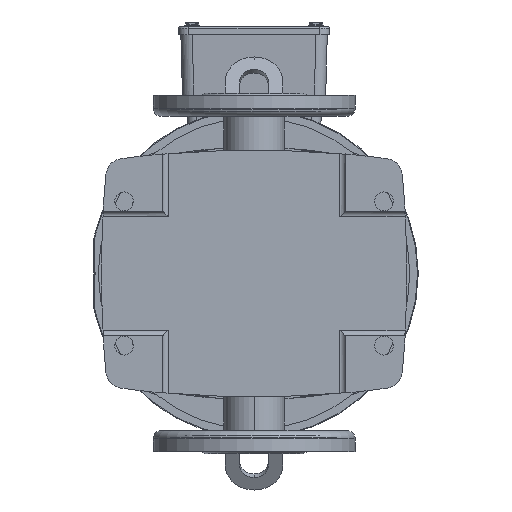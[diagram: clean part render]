
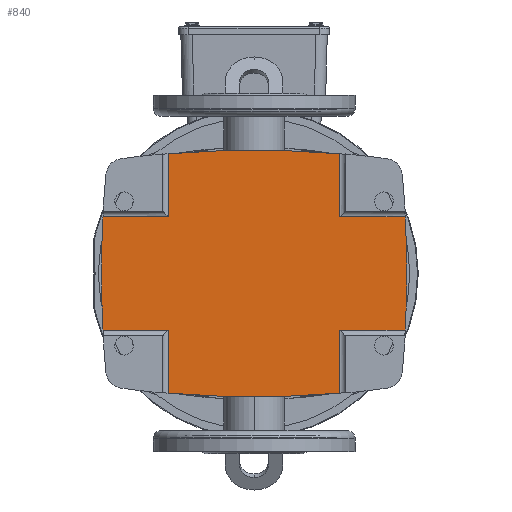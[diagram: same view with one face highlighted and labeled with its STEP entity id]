
A CAD part, front view. The second image highlights one B-rep face of the part: STEP entity #840.
In plain terms, the highlighted planar face has unit normal (0, -1, 0).
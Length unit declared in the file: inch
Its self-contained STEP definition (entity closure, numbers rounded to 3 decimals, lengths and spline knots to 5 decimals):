
#764 = DIRECTION ( 'NONE',  ( 0., 0., 1. ) ) ;
#840 = ADVANCED_FACE ( 'NONE', ( #81541 ), #78440, .F. ) ;
#1012 = DIRECTION ( 'NONE',  ( 0., 0., 1. ) ) ;
#1291 = CARTESIAN_POINT ( 'NONE',  ( 0., 0.19685, 23.10236 ) ) ;
#2170 = EDGE_CURVE ( 'NONE', #5370, #21610, #42511, .T. ) ;
#2597 = CARTESIAN_POINT ( 'NONE',  ( -1.54265, 0.19685, 2.33625 ) ) ;
#4289 = CARTESIAN_POINT ( 'NONE',  ( -4.59646, 0.19685, 2.33625 ) ) ;
#4299 = VERTEX_POINT ( 'NONE', #12549 ) ;
#5370 = VERTEX_POINT ( 'NONE', #9148 ) ;
#5529 = CARTESIAN_POINT ( 'NONE',  ( -3.26434, 0.19685, -2.33625 ) ) ;
#5820 = VERTEX_POINT ( 'NONE', #2597 ) ;
#5937 = DIRECTION ( 'NONE',  ( 0., 1., 0. ) ) ;
#6078 = DIRECTION ( 'NONE',  ( 0., -1., 0. ) ) ;
#7829 = DIRECTION ( 'NONE',  ( 0., 0., 1. ) ) ;
#8411 = AXIS2_PLACEMENT_3D ( 'NONE', #1291, #33437, #1012 ) ;
#8539 = CIRCLE ( 'NONE', #68605, 27.26527 ) ;
#9148 = CARTESIAN_POINT ( 'NONE',  ( 0., 0.19685, -4.16291 ) ) ;
#11561 = EDGE_CURVE ( 'NONE', #21653, #37303, #13854, .T. ) ;
#11891 = DIRECTION ( 'NONE',  ( 0., 0., 1. ) ) ;
#12549 = CARTESIAN_POINT ( 'NONE',  ( 1.54265, 0.19685, 2.33625 ) ) ;
#12786 = DIRECTION ( 'NONE',  ( 0., 0., 1. ) ) ;
#13850 = EDGE_LOOP ( 'NONE', ( #48634, #50577, #16260, #73732, #15525, #49338, #43683, #51382, #29522, #75099, #25740, #34583, #72533, #31939 ) ) ;
#13854 = CIRCLE ( 'NONE', #69219, 26.47079 ) ;
#14434 = CARTESIAN_POINT ( 'NONE',  ( -1.54265, 0.19685, -2.33625 ) ) ;
#14708 = CARTESIAN_POINT ( 'NONE',  ( 1.54265, 0.19685, -2.33625 ) ) ;
#15525 = ORIENTED_EDGE ( 'NONE', *, *, #57304, .F. ) ;
#16260 = ORIENTED_EDGE ( 'NONE', *, *, #11561, .T. ) ;
#17058 = VERTEX_POINT ( 'NONE', #37088 ) ;
#17119 = EDGE_CURVE ( 'NONE', #4299, #34876, #65084, .T. ) ;
#18140 = VECTOR ( 'NONE', #32580, 39.37008 ) ;
#18481 = DIRECTION ( 'NONE',  ( 0., 1., 0. ) ) ;
#18765 = VECTOR ( 'NONE', #7829, 39.37008 ) ;
#21028 = VECTOR ( 'NONE', #78072, 39.37008 ) ;
#21590 = CARTESIAN_POINT ( 'NONE',  ( -1.54265, 0.19685, -4.59646 ) ) ;
#21610 = VERTEX_POINT ( 'NONE', #81714 ) ;
#21653 = VERTEX_POINT ( 'NONE', #49949 ) ;
#23871 = VECTOR ( 'NONE', #48362, 39.37008 ) ;
#24087 = CARTESIAN_POINT ( 'NONE',  ( 0., 0.19685, 23.10236 ) ) ;
#24361 = CIRCLE ( 'NONE', #27192, 27.26527 ) ;
#25485 = EDGE_CURVE ( 'NONE', #61495, #62776, #51223, .T. ) ;
#25740 = ORIENTED_EDGE ( 'NONE', *, *, #76315, .F. ) ;
#27192 = AXIS2_PLACEMENT_3D ( 'NONE', #24087, #18481, #49179 ) ;
#28615 = CIRCLE ( 'NONE', #41770, 26.47079 ) ;
#29522 = ORIENTED_EDGE ( 'NONE', *, *, #65394, .T. ) ;
#29939 = CARTESIAN_POINT ( 'NONE',  ( -4.59646, 0.19685, -2.33625 ) ) ;
#31070 = CARTESIAN_POINT ( 'NONE',  ( 1.54265, 0.19685, 4.11924 ) ) ;
#31233 = CARTESIAN_POINT ( 'NONE',  ( 0., 0.19685, -23.10236 ) ) ;
#31939 = ORIENTED_EDGE ( 'NONE', *, *, #25485, .T. ) ;
#32580 = DIRECTION ( 'NONE',  ( 0., 0., 1. ) ) ;
#33375 = EDGE_CURVE ( 'NONE', #17058, #77822, #28615, .T. ) ;
#33437 = DIRECTION ( 'NONE',  ( 0., 1., 0. ) ) ;
#33630 = CARTESIAN_POINT ( 'NONE',  ( 3.26434, 0.19685, -2.33625 ) ) ;
#33896 = LINE ( 'NONE', #29939, #23871 ) ;
#34302 = EDGE_CURVE ( 'NONE', #37303, #66299, #61480, .T. ) ;
#34583 = ORIENTED_EDGE ( 'NONE', *, *, #17119, .T. ) ;
#34876 = VERTEX_POINT ( 'NONE', #31070 ) ;
#36077 = LINE ( 'NONE', #70775, #18140 ) ;
#37088 = CARTESIAN_POINT ( 'NONE',  ( 3.26434, 0.19685, 2.33625 ) ) ;
#37303 = VERTEX_POINT ( 'NONE', #5529 ) ;
#40558 = DIRECTION ( 'NONE',  ( 0., 1., 0. ) ) ;
#41572 = LINE ( 'NONE', #62299, #74424 ) ;
#41770 = AXIS2_PLACEMENT_3D ( 'NONE', #63409, #5937, #63699 ) ;
#42403 = EDGE_CURVE ( 'NONE', #34876, #61495, #8539, .T. ) ;
#42511 = CIRCLE ( 'NONE', #8411, 27.26527 ) ;
#43347 = DIRECTION ( 'NONE',  ( 1., 0., 0. ) ) ;
#43683 = ORIENTED_EDGE ( 'NONE', *, *, #48962, .F. ) ;
#44026 = EDGE_CURVE ( 'NONE', #5820, #62776, #46937, .T. ) ;
#44805 = EDGE_CURVE ( 'NONE', #21653, #5820, #75714, .T. ) ;
#46937 = LINE ( 'NONE', #58304, #21028 ) ;
#47161 = CARTESIAN_POINT ( 'NONE',  ( -1.54265, 0.19685, -4.59646 ) ) ;
#48362 = DIRECTION ( 'NONE',  ( 1., 0., 0. ) ) ;
#48634 = ORIENTED_EDGE ( 'NONE', *, *, #44026, .F. ) ;
#48961 = DIRECTION ( 'NONE',  ( 1., 0., 0. ) ) ;
#48962 = EDGE_CURVE ( 'NONE', #63178, #5370, #24361, .T. ) ;
#49179 = DIRECTION ( 'NONE',  ( 0., 0., 1. ) ) ;
#49338 = ORIENTED_EDGE ( 'NONE', *, *, #2170, .F. ) ;
#49949 = CARTESIAN_POINT ( 'NONE',  ( -3.26434, 0.19685, 2.33625 ) ) ;
#50577 = ORIENTED_EDGE ( 'NONE', *, *, #44805, .F. ) ;
#51223 = CIRCLE ( 'NONE', #70573, 27.26527 ) ;
#51298 = DIRECTION ( 'NONE',  ( 0., -1., 0. ) ) ;
#51382 = ORIENTED_EDGE ( 'NONE', *, *, #80440, .T. ) ;
#53386 = DIRECTION ( 'NONE',  ( 0., 0., 1. ) ) ;
#56616 = DIRECTION ( 'NONE',  ( 0., 0., 1. ) ) ;
#57147 = VECTOR ( 'NONE', #12786, 39.37008 ) ;
#57304 = EDGE_CURVE ( 'NONE', #21610, #66299, #82608, .T. ) ;
#58286 = CARTESIAN_POINT ( 'NONE',  ( 0., 0.19685, -23.10236 ) ) ;
#58304 = CARTESIAN_POINT ( 'NONE',  ( -1.54265, 0.19685, -4.59646 ) ) ;
#61480 = LINE ( 'NONE', #69876, #82425 ) ;
#61495 = VERTEX_POINT ( 'NONE', #79961 ) ;
#62299 = CARTESIAN_POINT ( 'NONE',  ( -4.59646, 0.19685, 2.33625 ) ) ;
#62776 = VERTEX_POINT ( 'NONE', #74569 ) ;
#62907 = DIRECTION ( 'NONE',  ( 1., 0., 0. ) ) ;
#63178 = VERTEX_POINT ( 'NONE', #79808 ) ;
#63409 = CARTESIAN_POINT ( 'NONE',  ( -23.10315, 0.19685, 0. ) ) ;
#63699 = DIRECTION ( 'NONE',  ( 0., 0., 1. ) ) ;
#65084 = LINE ( 'NONE', #69709, #57147 ) ;
#65394 = EDGE_CURVE ( 'NONE', #74305, #77822, #33896, .T. ) ;
#66299 = VERTEX_POINT ( 'NONE', #14434 ) ;
#68605 = AXIS2_PLACEMENT_3D ( 'NONE', #58286, #51298, #764 ) ;
#69219 = AXIS2_PLACEMENT_3D ( 'NONE', #82171, #81897, #11891 ) ;
#69709 = CARTESIAN_POINT ( 'NONE',  ( 1.54265, 0.19685, -4.59646 ) ) ;
#69876 = CARTESIAN_POINT ( 'NONE',  ( -4.59646, 0.19685, -2.33625 ) ) ;
#70573 = AXIS2_PLACEMENT_3D ( 'NONE', #31233, #6078, #56616 ) ;
#70775 = CARTESIAN_POINT ( 'NONE',  ( 1.54265, 0.19685, -4.59646 ) ) ;
#72395 = AXIS2_PLACEMENT_3D ( 'NONE', #21590, #40558, #53386 ) ;
#72533 = ORIENTED_EDGE ( 'NONE', *, *, #42403, .T. ) ;
#73732 = ORIENTED_EDGE ( 'NONE', *, *, #34302, .T. ) ;
#74305 = VERTEX_POINT ( 'NONE', #14708 ) ;
#74424 = VECTOR ( 'NONE', #43347, 39.37008 ) ;
#74569 = CARTESIAN_POINT ( 'NONE',  ( -1.54265, 0.19685, 4.11924 ) ) ;
#75099 = ORIENTED_EDGE ( 'NONE', *, *, #33375, .F. ) ;
#75714 = LINE ( 'NONE', #4289, #76763 ) ;
#76315 = EDGE_CURVE ( 'NONE', #4299, #17058, #41572, .T. ) ;
#76763 = VECTOR ( 'NONE', #48961, 39.37008 ) ;
#77822 = VERTEX_POINT ( 'NONE', #33630 ) ;
#78072 = DIRECTION ( 'NONE',  ( 0., 0., 1. ) ) ;
#78440 = PLANE ( 'NONE',  #72395 ) ;
#79808 = CARTESIAN_POINT ( 'NONE',  ( 1.54265, 0.19685, -4.11924 ) ) ;
#79961 = CARTESIAN_POINT ( 'NONE',  ( 0., 0.19685, 4.16291 ) ) ;
#80440 = EDGE_CURVE ( 'NONE', #63178, #74305, #36077, .T. ) ;
#81541 = FACE_OUTER_BOUND ( 'NONE', #13850, .T. ) ;
#81714 = CARTESIAN_POINT ( 'NONE',  ( -1.54265, 0.19685, -4.11924 ) ) ;
#81897 = DIRECTION ( 'NONE',  ( 0., -1., 0. ) ) ;
#82171 = CARTESIAN_POINT ( 'NONE',  ( 23.10315, 0.19685, 0. ) ) ;
#82425 = VECTOR ( 'NONE', #62907, 39.37008 ) ;
#82608 = LINE ( 'NONE', #47161, #18765 ) ;
